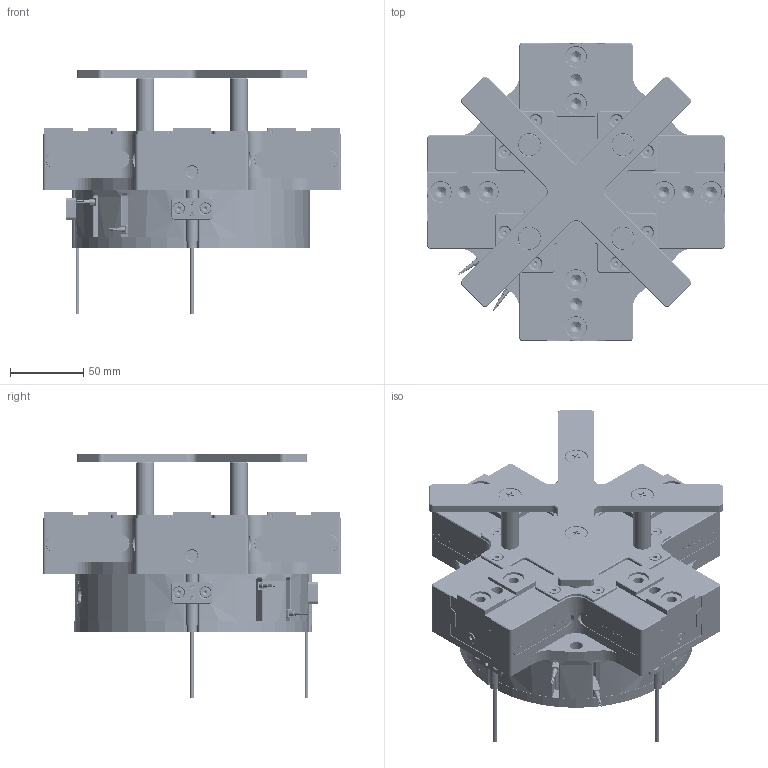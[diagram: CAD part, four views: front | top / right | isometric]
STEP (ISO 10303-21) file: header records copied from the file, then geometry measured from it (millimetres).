
FILE_DESCRIPTION (( 'STEP AP203' ), '1' );
FILE_NAME ('絳寢遴侐蛈D125X4軞傖.STEP', '2022-01-25T07:48:56', ( 'User' ), ( 'Microsoft' ), 'SwSTEP 2.0', 'SolidWorks 2015', '' );
FILE_SCHEMA (( 'CONFIG_CONTROL_DESIGN' ));
Length unit declared in the file: millimetre
Products named in the file (25): 导轨款四爪D125导轨镜像; 导轨款三爪D125后盖; 絳寢遴侐蛈D125ヶ裔; hexagon socket head cap screws gb_GB_FASTENER_SCREWS_HSHCS M5X12-N; hex socket set screws with flat point gb_GB_FASTENER_SCREWS_HSFP M5X6-N; hexagon socket countersunk head screws gb_GB_FASTENER_SCREWS_HSCHS M4X8-N; hex socket set screws with flat point gb_GB_FASTENER_SCREWS_HSFP M5X10-N; 导轨款四爪D125推料板; 絳寢遴侐蛈D125賑輸; 芢蹋啣蹟隊M6X10; 导轨三四D125防尘罩; 6X10; hexagon socket button head screws gb_GB_SOCKET_TYPE7 M8X20-N; 3.175; hexagon socket head cap screws gb_GB_FASTENER_SCREWS_HSHCS M4X10-N; 絳寢遴侐蛈D125褲极; SK-8PN; 芢蹋裝-D160; 諉輪羲壽M8; 絳寢遴侐蛈D125絳寢; 絳寢遴侐蛈D125X4軞傖; D125覃誹蹟隊; hex socket set screws with flat point gb_GB_FASTENER_SCREWS_HSFP M3X6-N; M8接近开关安装支架-D73; 絳寢遴侐蛈D125猾裔
Assembly tree (109 placements, depth 2):
  絳寢遴侐蛈D125X4軞傖
    絳寢遴侐蛈D125褲极
    絳寢遴侐蛈D125絳寢  x4
    M8接近开关安装支架-D73  x2
    导轨款三爪D125后盖
    hex socket set screws with flat point gb_GB_FASTENER_SCREWS_HSFP M5X6-N  x2
    6X10  x2
    hexagon socket head cap screws gb_GB_FASTENER_SCREWS_HSHCS M4X10-N  x4
    諉輪羲壽M8  x2
    hex socket set screws with flat point gb_GB_FASTENER_SCREWS_HSFP M3X6-N  x2
    导轨款四爪D125导轨镜像  x4
    hexagon socket head cap screws gb_GB_FASTENER_SCREWS_HSHCS M5X12-N  x24
    hex socket set screws with flat point gb_GB_FASTENER_SCREWS_HSFP M5X10-N  x16
    絳寢遴侐蛈D125賑輸  x4
    导轨三四D125防尘罩  x4
    3.175
    芢蹋裝-D160  x4
    D125覃誹蹟隊  x4
    絳寢遴侐蛈D125猾裔  x8
    絳寢遴侐蛈D125ヶ裔
    hexagon socket countersunk head screws gb_GB_FASTENER_SCREWS_HSCHS M4X8-N  x8
    导轨款四爪D125推料板
    芢蹋啣蹟隊M6X10  x4
    hexagon socket button head screws gb_GB_SOCKET_TYPE7 M8X20-N  x4
    SK-8PN  x2
Bounding box: 203 x 203 x 166.5 mm (x, y, z)
Volume: 1766401.2 mm3; surface area: 400030.7 mm2
Topology: 109 solids, 109 shells, 7874 faces, 19788 edges, 12583 vertices
Faces by surface type: plane 4762, bspline 1042, cylinder 1039, cone 853, torus 156, sphere 22
Entity records: 89317 total; most frequent: CARTESIAN_POINT 31534, ORIENTED_EDGE 11090, DIRECTION 10541, EDGE_CURVE 5545, AXIS2_PLACEMENT_3D 3528, VERTEX_POINT 3516, VECTOR 3485, LINE 3485
